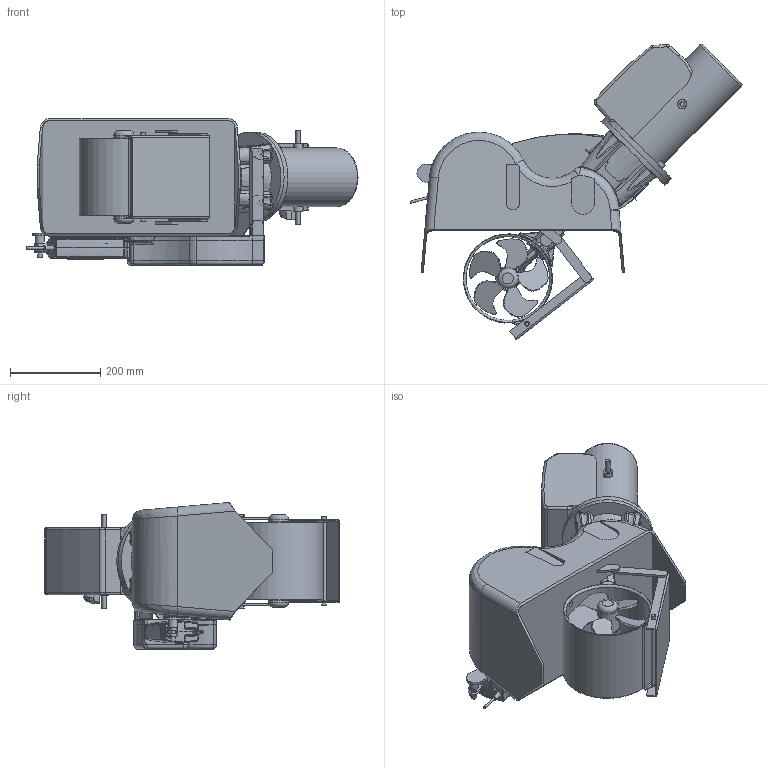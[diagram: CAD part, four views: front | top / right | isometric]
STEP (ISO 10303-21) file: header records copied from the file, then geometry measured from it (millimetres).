
FILE_DESCRIPTION(/* description */ (''),/* implementation_level */ '2;1');
FILE_NAME(/* name */ 'SR100-100TC OUT (12V) .stp',/* time_stamp */ '2016-05-02T12:37:53+02:00',/* author */ ('elvira'),/* organization */ (''),/* preprocessor_version */ 'ST-DEVELOPER v16.1',/* originating_system */ 'Autodesk Inventor 2016',/* authorisation */ '');
FILE_SCHEMA (('AUTOMOTIVE_DESIGN { 1 0 10303 214 3 1 1 }'));
Products named in the file (1): SR80-185 (12V)
Bounding box: 734.21 x 653.01 x 325 mm (x, y, z)
Volume: 28176005.1 mm3; surface area: 1638437.5 mm2
Topology: 7 solids, 7 shells, 1246 faces, 3171 edges, 1931 vertices
Faces by surface type: bspline 497, plane 341, cylinder 274, torus 53, cone 44, sphere 37
Full cylindrical faces by diameter (mm): 5.2 x1, 6 x3, 8.3 x4, 8.5 x2, 9.94 x2, 10 x9, 16 x4, 20 x3, 24.92 x1, 25 x1, 28 x1, 31 x1, 32 x1, 33 x1, 44.7 x2, 52 x2, 130 x1, 185 x1, 197 x1, 200 x2
Entity records: 81948 total; most frequent: CARTESIAN_POINT 54503, ORIENTED_EDGE 6086, DIRECTION 4309, EDGE_CURVE 3040, VERTEX_POINT 1895, AXIS2_PLACEMENT_3D 1706, EDGE_LOOP 1378, FACE_OUTER_BOUND 1242
